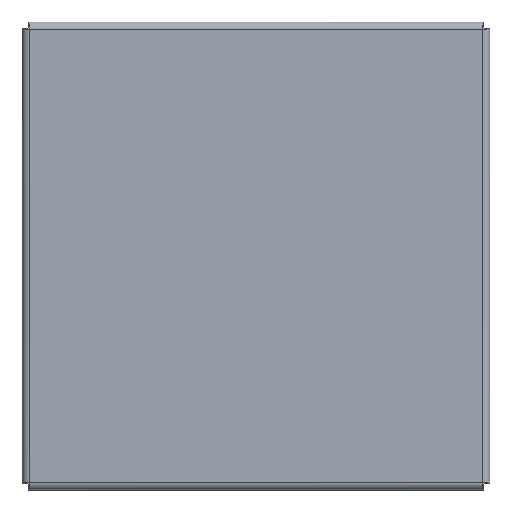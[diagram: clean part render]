
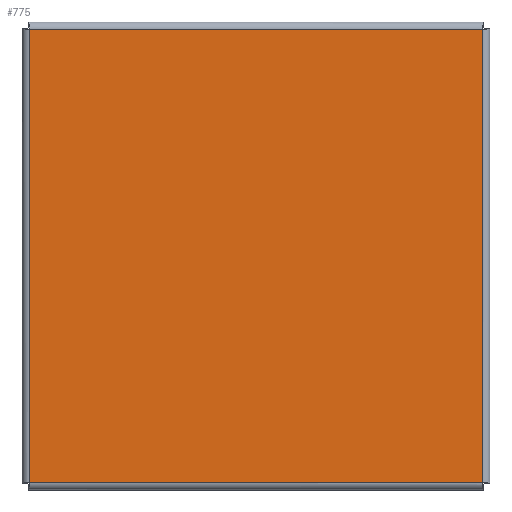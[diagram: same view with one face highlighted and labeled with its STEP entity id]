
A CAD part, top view. The second image highlights one B-rep face of the part: STEP entity #775.
In plain terms, the highlighted planar face has unit normal (0, 0, 1).
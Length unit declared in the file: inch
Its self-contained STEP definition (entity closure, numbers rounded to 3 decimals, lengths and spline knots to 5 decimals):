
#42=PLANE('',#831);
#61=LINE('',#1057,#121);
#77=LINE('',#1159,#137);
#92=LINE('',#1259,#152);
#107=LINE('',#1358,#167);
#121=VECTOR('',#886,5.8135);
#137=VECTOR('',#916,5.8135);
#152=VECTOR('',#945,5.8135);
#167=VECTOR('',#974,5.8135);
#248=FACE_OUTER_BOUND('',#318,.T.);
#318=EDGE_LOOP('',(#660,#661,#662,#663));
#354=VERTEX_POINT('',#1048);
#355=VERTEX_POINT('',#1056);
#366=VERTEX_POINT('',#1151);
#376=VERTEX_POINT('',#1258);
#410=EDGE_CURVE('',#355,#354,#61,.T.);
#430=EDGE_CURVE('',#354,#366,#77,.T.);
#449=EDGE_CURVE('',#376,#355,#92,.T.);
#468=EDGE_CURVE('',#366,#376,#107,.T.);
#660=ORIENTED_EDGE('',*,*,#410,.T.);
#661=ORIENTED_EDGE('',*,*,#430,.T.);
#662=ORIENTED_EDGE('',*,*,#468,.T.);
#663=ORIENTED_EDGE('',*,*,#449,.T.);
#775=ADVANCED_FACE('',(#248),#42,.T.);
#831=AXIS2_PLACEMENT_3D('',#1444,#999,#1000);
#886=DIRECTION('',(1.,0.,0.));
#916=DIRECTION('',(0.,1.,0.));
#945=DIRECTION('',(0.,-1.,0.));
#974=DIRECTION('',(-1.,0.,0.));
#999=DIRECTION('center_axis',(0.,0.,1.));
#1000=DIRECTION('ref_axis',(1.,0.,0.));
#1048=CARTESIAN_POINT('',(2.90675,-2.90675,0.062));
#1056=CARTESIAN_POINT('',(-2.90675,-2.90675,0.062));
#1057=CARTESIAN_POINT('',(-1.45338,-2.90675,0.062));
#1151=CARTESIAN_POINT('',(2.90675,2.90675,0.062));
#1159=CARTESIAN_POINT('',(2.90675,-1.45338,0.062));
#1258=CARTESIAN_POINT('',(-2.90675,2.90675,0.062));
#1259=CARTESIAN_POINT('',(-2.90675,1.45338,0.062));
#1358=CARTESIAN_POINT('',(1.45338,2.90675,0.062));
#1444=CARTESIAN_POINT('Origin',(0.,0.,
0.062));
